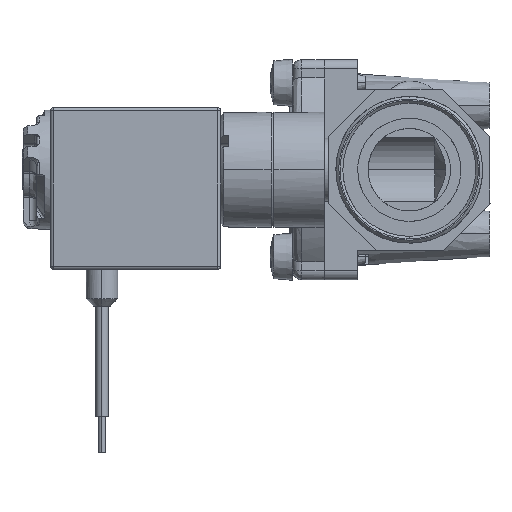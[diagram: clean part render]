
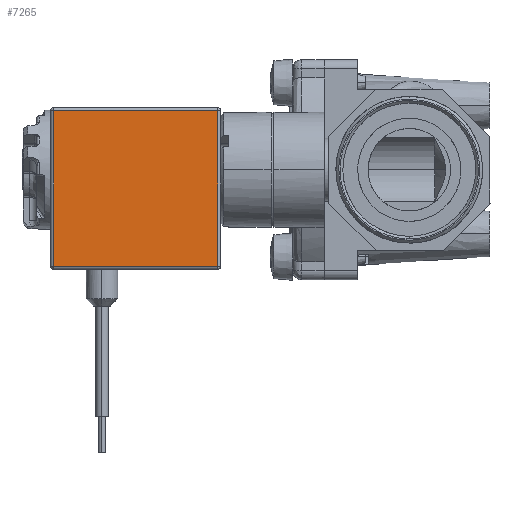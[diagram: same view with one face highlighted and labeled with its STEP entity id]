
A CAD part, left-side view. The second image highlights one B-rep face of the part: STEP entity #7265.
In plain terms, the highlighted planar face has unit normal (-1, 0, 0).
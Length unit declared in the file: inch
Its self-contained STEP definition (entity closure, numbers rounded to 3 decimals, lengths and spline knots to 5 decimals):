
#28 = VERTEX_POINT ( 'NONE', #13484 ) ;
#489 = VERTEX_POINT ( 'NONE', #11959 ) ;
#1172 = EDGE_CURVE ( 'NONE', #489, #28, #17420, .T. ) ;
#4073 = CARTESIAN_POINT ( 'NONE',  ( -1.376, 2.444, 0.423 ) ) ;
#4788 = DIRECTION ( 'NONE',  ( 0., 1., 0. ) ) ;
#7114 = CARTESIAN_POINT ( 'NONE',  ( -1.376, 2.424, 0.403 ) ) ;
#7265 = ADVANCED_FACE ( 'NONE', ( #19474 ), #17157, .T. ) ;
#7724 = CARTESIAN_POINT ( 'NONE',  ( -1.376, 2.444, -0.659 ) ) ;
#9539 = DIRECTION ( 'NONE',  ( 0., -1., 0. ) ) ;
#9988 = EDGE_LOOP ( 'NONE', ( #31578, #13672, #17614, #19273 ) ) ;
#10068 = EDGE_CURVE ( 'NONE', #489, #29291, #14233, .T. ) ;
#10127 = EDGE_CURVE ( 'NONE', #31159, #28, #12844, .T. ) ;
#10144 = VECTOR ( 'NONE', #21928, 39.37008 ) ;
#11959 = CARTESIAN_POINT ( 'NONE',  ( -1.376, 1.304, 0.403 ) ) ;
#12036 = VECTOR ( 'NONE', #4788, 39.37008 ) ;
#12844 = LINE ( 'NONE', #7724, #18919 ) ;
#13484 = CARTESIAN_POINT ( 'NONE',  ( -1.376, 1.304, -0.659 ) ) ;
#13672 = ORIENTED_EDGE ( 'NONE', *, *, #10127, .T. ) ;
#14233 = LINE ( 'NONE', #27523, #12036 ) ;
#17157 = PLANE ( 'NONE',  #24065 ) ;
#17420 = LINE ( 'NONE', #24894, #10144 ) ;
#17614 = ORIENTED_EDGE ( 'NONE', *, *, #1172, .F. ) ;
#18919 = VECTOR ( 'NONE', #22984, 39.37008 ) ;
#19238 = DIRECTION ( 'NONE',  ( 0., 0., -1. ) ) ;
#19273 = ORIENTED_EDGE ( 'NONE', *, *, #10068, .T. ) ;
#19474 = FACE_OUTER_BOUND ( 'NONE', #9988, .T. ) ;
#19972 = CARTESIAN_POINT ( 'NONE',  ( -1.376, 2.424, -0.659 ) ) ;
#21878 = EDGE_CURVE ( 'NONE', #29291, #31159, #24068, .T. ) ;
#21928 = DIRECTION ( 'NONE',  ( 0., 0., -1. ) ) ;
#22984 = DIRECTION ( 'NONE',  ( 0., -1., 0. ) ) ;
#24065 = AXIS2_PLACEMENT_3D ( 'NONE', #4073, #29623, #9539 ) ;
#24068 = LINE ( 'NONE', #31883, #27639 ) ;
#24894 = CARTESIAN_POINT ( 'NONE',  ( -1.376, 1.304, 0.423 ) ) ;
#27523 = CARTESIAN_POINT ( 'NONE',  ( -1.376, 2.444, 0.403 ) ) ;
#27639 = VECTOR ( 'NONE', #19238, 39.37008 ) ;
#29291 = VERTEX_POINT ( 'NONE', #7114 ) ;
#29623 = DIRECTION ( 'NONE',  ( -1., 0., 0. ) ) ;
#31159 = VERTEX_POINT ( 'NONE', #19972 ) ;
#31578 = ORIENTED_EDGE ( 'NONE', *, *, #21878, .T. ) ;
#31883 = CARTESIAN_POINT ( 'NONE',  ( -1.376, 2.424, 0.423 ) ) ;
